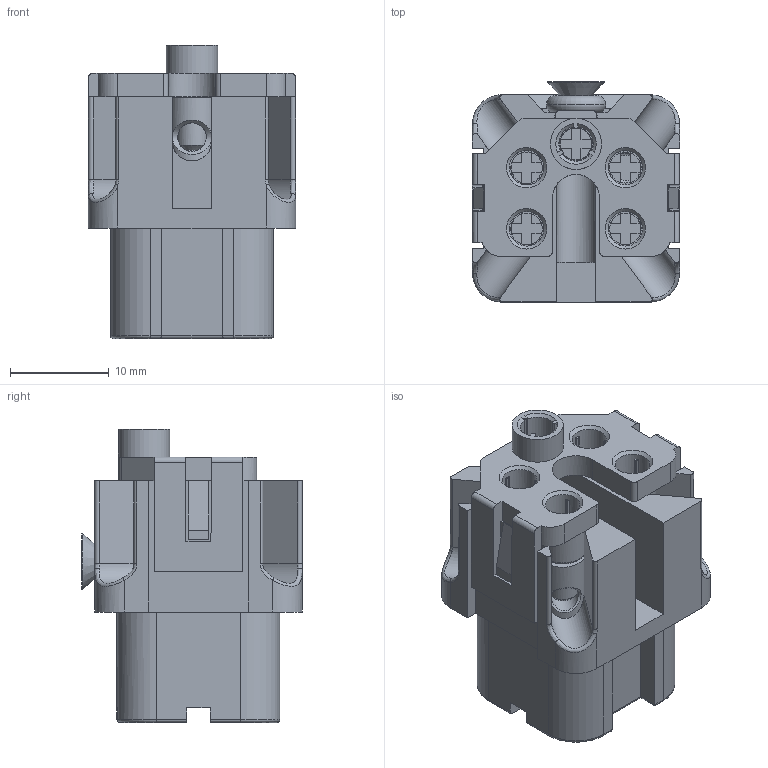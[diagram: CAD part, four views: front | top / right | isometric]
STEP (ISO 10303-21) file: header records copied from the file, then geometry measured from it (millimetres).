
FILE_DESCRIPTION (( 'STEP AP203' ), '1' );
FILE_NAME ('FHA00002-F0044GYE0 HA-004-F.step', '2026-02-09T01:49:16', ( '' ), ( '' ), 'SwSTEP 2.0', 'SolidWorks 2021', '' );
FILE_SCHEMA (( 'CONFIG_CONTROL_DESIGN' ));
Length unit declared in the file: millimetre
Products named in the file (1): FHA00002-F0044GYE0  HA-004-F
Bounding box: 21 x 22.3 x 29.7 mm (x, y, z)
Volume: 6419.7 mm3; surface area: 7601.5 mm2
Topology: 1 solids, 3 shells, 713 faces, 2114 edges, 1380 vertices
Faces by surface type: plane 400, cylinder 200, cone 61, bspline 30, torus 22
Full cylindrical faces by diameter (mm): 1.4 x3, 1.7 x3, 1.9 x4, 2 x2, 2.25 x2, 2.5 x2, 2.6 x6, 2.8 x3, 2.9 x3, 3.2 x4, 3.3 x5, 3.5 x4, 4.5 x4, 4.7 x8, 5.2 x1, 5.7 x1
Entity records: 28370 total; most frequent: CARTESIAN_POINT 10347, ORIENTED_EDGE 3810, DIRECTION 3614, EDGE_CURVE 1905, VERTEX_POINT 1287, AXIS2_PLACEMENT_3D 1279, VECTOR 1056, LINE 1056
